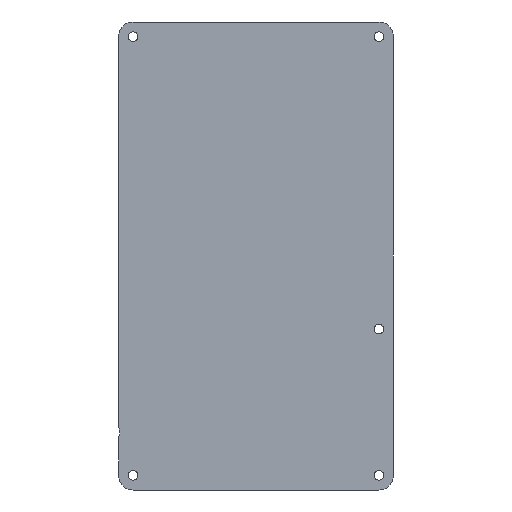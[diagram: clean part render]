
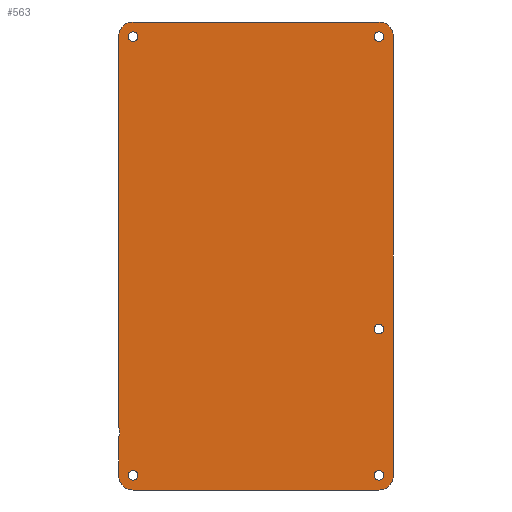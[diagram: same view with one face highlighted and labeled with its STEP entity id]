
A CAD part, front view. The second image highlights one B-rep face of the part: STEP entity #563.
In plain terms, the highlighted planar face has unit normal (0, -1, 0).
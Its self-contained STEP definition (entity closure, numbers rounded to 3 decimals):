
#26=FACE_BOUND('',#117,.T.);
#27=FACE_BOUND('',#118,.T.);
#28=FACE_BOUND('',#119,.T.);
#29=FACE_BOUND('',#120,.T.);
#30=FACE_BOUND('',#121,.T.);
#47=PLANE('',#630);
#76=FACE_OUTER_BOUND('',#116,.T.);
#116=EDGE_LOOP('',(#508,#509,#510,#511,#512,#513,#514,#515,#516,#517));
#117=EDGE_LOOP('',(#518));
#118=EDGE_LOOP('',(#519));
#119=EDGE_LOOP('',(#520));
#120=EDGE_LOOP('',(#521));
#121=EDGE_LOOP('',(#522));
#155=LINE('',#894,#206);
#159=LINE('',#906,#210);
#163=LINE('',#918,#214);
#167=LINE('',#930,#218);
#171=LINE('',#941,#222);
#206=VECTOR('',#736,10.);
#210=VECTOR('',#748,10.);
#214=VECTOR('',#760,10.);
#218=VECTOR('',#772,10.);
#222=VECTOR('',#784,10.);
#229=CIRCLE('',#596,1.65);
#231=CIRCLE('',#599,1.65);
#233=CIRCLE('',#602,1.65);
#235=CIRCLE('',#605,1.65);
#237=CIRCLE('',#608,1.65);
#238=CIRCLE('',#610,2.6);
#240=CIRCLE('',#614,5.);
#242=CIRCLE('',#618,5.);
#244=CIRCLE('',#622,5.);
#246=CIRCLE('',#626,5.);
#269=VERTEX_POINT('',#856);
#271=VERTEX_POINT('',#862);
#273=VERTEX_POINT('',#868);
#275=VERTEX_POINT('',#874);
#277=VERTEX_POINT('',#880);
#278=VERTEX_POINT('',#884);
#279=VERTEX_POINT('',#885);
#282=VERTEX_POINT('',#893);
#284=VERTEX_POINT('',#899);
#286=VERTEX_POINT('',#905);
#288=VERTEX_POINT('',#911);
#290=VERTEX_POINT('',#917);
#292=VERTEX_POINT('',#923);
#294=VERTEX_POINT('',#929);
#296=VERTEX_POINT('',#935);
#330=EDGE_CURVE('',#269,#269,#229,.T.);
#333=EDGE_CURVE('',#271,#271,#231,.T.);
#336=EDGE_CURVE('',#273,#273,#233,.T.);
#339=EDGE_CURVE('',#275,#275,#235,.T.);
#342=EDGE_CURVE('',#277,#277,#237,.T.);
#343=EDGE_CURVE('',#278,#279,#238,.T.);
#347=EDGE_CURVE('',#282,#279,#155,.T.);
#350=EDGE_CURVE('',#284,#282,#240,.T.);
#353=EDGE_CURVE('',#286,#284,#159,.T.);
#356=EDGE_CURVE('',#288,#286,#242,.T.);
#359=EDGE_CURVE('',#290,#288,#163,.T.);
#362=EDGE_CURVE('',#292,#290,#244,.T.);
#365=EDGE_CURVE('',#294,#292,#167,.T.);
#368=EDGE_CURVE('',#296,#294,#246,.T.);
#371=EDGE_CURVE('',#278,#296,#171,.T.);
#508=ORIENTED_EDGE('',*,*,#371,.F.);
#509=ORIENTED_EDGE('',*,*,#343,.T.);
#510=ORIENTED_EDGE('',*,*,#347,.F.);
#511=ORIENTED_EDGE('',*,*,#350,.F.);
#512=ORIENTED_EDGE('',*,*,#353,.F.);
#513=ORIENTED_EDGE('',*,*,#356,.F.);
#514=ORIENTED_EDGE('',*,*,#359,.F.);
#515=ORIENTED_EDGE('',*,*,#362,.F.);
#516=ORIENTED_EDGE('',*,*,#365,.F.);
#517=ORIENTED_EDGE('',*,*,#368,.F.);
#518=ORIENTED_EDGE('',*,*,#342,.F.);
#519=ORIENTED_EDGE('',*,*,#339,.F.);
#520=ORIENTED_EDGE('',*,*,#336,.F.);
#521=ORIENTED_EDGE('',*,*,#333,.F.);
#522=ORIENTED_EDGE('',*,*,#330,.F.);
#563=ADVANCED_FACE('',(#76,#26,#27,#28,#29,#30),#47,.F.);
#596=AXIS2_PLACEMENT_3D('',#858,#696,#697);
#599=AXIS2_PLACEMENT_3D('',#864,#703,#704);
#602=AXIS2_PLACEMENT_3D('',#870,#710,#711);
#605=AXIS2_PLACEMENT_3D('',#876,#717,#718);
#608=AXIS2_PLACEMENT_3D('',#882,#724,#725);
#610=AXIS2_PLACEMENT_3D('',#886,#728,#729);
#614=AXIS2_PLACEMENT_3D('',#900,#741,#742);
#618=AXIS2_PLACEMENT_3D('',#912,#753,#754);
#622=AXIS2_PLACEMENT_3D('',#924,#765,#766);
#626=AXIS2_PLACEMENT_3D('',#936,#777,#778);
#630=AXIS2_PLACEMENT_3D('',#944,#788,#789);
#696=DIRECTION('center_axis',(0.,-1.,0.));
#697=DIRECTION('ref_axis',(-1.,0.,0.));
#703=DIRECTION('center_axis',(0.,-1.,0.));
#704=DIRECTION('ref_axis',(-1.,0.,0.));
#710=DIRECTION('center_axis',(0.,-1.,0.));
#711=DIRECTION('ref_axis',(-1.,0.,0.));
#717=DIRECTION('center_axis',(0.,-1.,0.));
#718=DIRECTION('ref_axis',(-1.,0.,0.));
#724=DIRECTION('center_axis',(0.,-1.,0.));
#725=DIRECTION('ref_axis',(-1.,0.,0.));
#728=DIRECTION('center_axis',(0.,1.,0.));
#729=DIRECTION('ref_axis',(-1.,0.,0.));
#736=DIRECTION('',(0.,0.,1.));
#741=DIRECTION('center_axis',(0.,1.,0.));
#742=DIRECTION('ref_axis',(-1.,0.,0.));
#748=DIRECTION('',(-1.,0.,0.));
#753=DIRECTION('center_axis',(0.,1.,0.));
#754=DIRECTION('ref_axis',(-1.,0.,0.));
#760=DIRECTION('',(0.,0.,-1.));
#765=DIRECTION('center_axis',(0.,1.,0.));
#766=DIRECTION('ref_axis',(-1.,0.,0.));
#772=DIRECTION('',(1.,0.,0.));
#777=DIRECTION('center_axis',(0.,1.,0.));
#778=DIRECTION('ref_axis',(-1.,0.,0.));
#784=DIRECTION('',(0.,0.,1.));
#788=DIRECTION('center_axis',(0.,1.,0.));
#789=DIRECTION('ref_axis',(-1.,0.,0.));
#856=CARTESIAN_POINT('',(-91.98,19.787,-310.898));
#858=CARTESIAN_POINT('Origin',(-93.63,19.787,-310.898));
#862=CARTESIAN_POINT('',(-7.98,19.787,-160.898));
#864=CARTESIAN_POINT('Origin',(-9.63,19.787,-160.898));
#868=CARTESIAN_POINT('',(-91.98,19.787,-160.898));
#870=CARTESIAN_POINT('Origin',(-93.63,19.787,-160.898));
#874=CARTESIAN_POINT('',(-7.98,19.787,-260.898));
#876=CARTESIAN_POINT('Origin',(-9.63,19.787,-260.898));
#880=CARTESIAN_POINT('',(-7.98,19.787,-310.898));
#882=CARTESIAN_POINT('Origin',(-9.63,19.787,-310.898));
#884=CARTESIAN_POINT('',(-98.63,19.787,-294.588));
#885=CARTESIAN_POINT('',(-98.63,19.787,-297.576));
#886=CARTESIAN_POINT('Origin',(-100.758,19.787,-296.082));
#893=CARTESIAN_POINT('',(-98.63,19.787,-310.898));
#894=CARTESIAN_POINT('',(-98.63,19.787,-310.898));
#899=CARTESIAN_POINT('',(-93.63,19.787,-315.898));
#900=CARTESIAN_POINT('Origin',(-93.63,19.787,-310.898));
#905=CARTESIAN_POINT('',(-9.63,19.787,-315.898));
#906=CARTESIAN_POINT('',(-9.63,19.787,-315.898));
#911=CARTESIAN_POINT('',(-4.63,19.787,-310.898));
#912=CARTESIAN_POINT('Origin',(-9.63,19.787,-310.898));
#917=CARTESIAN_POINT('',(-4.63,19.787,-160.898));
#918=CARTESIAN_POINT('',(-4.63,19.787,-160.898));
#923=CARTESIAN_POINT('',(-9.63,19.787,-155.898));
#924=CARTESIAN_POINT('Origin',(-9.63,19.787,-160.898));
#929=CARTESIAN_POINT('',(-93.63,19.787,-155.898));
#930=CARTESIAN_POINT('',(-93.63,19.787,-155.898));
#935=CARTESIAN_POINT('',(-98.63,19.787,-160.898));
#936=CARTESIAN_POINT('Origin',(-93.63,19.787,-160.898));
#941=CARTESIAN_POINT('',(-98.63,19.787,-310.898));
#944=CARTESIAN_POINT('Origin',(-51.63,19.787,-235.898));
